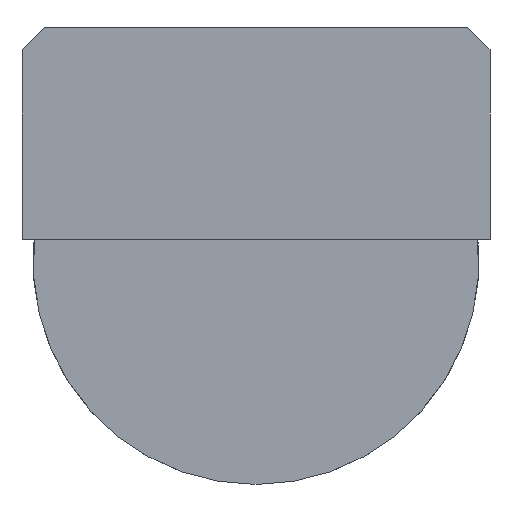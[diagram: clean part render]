
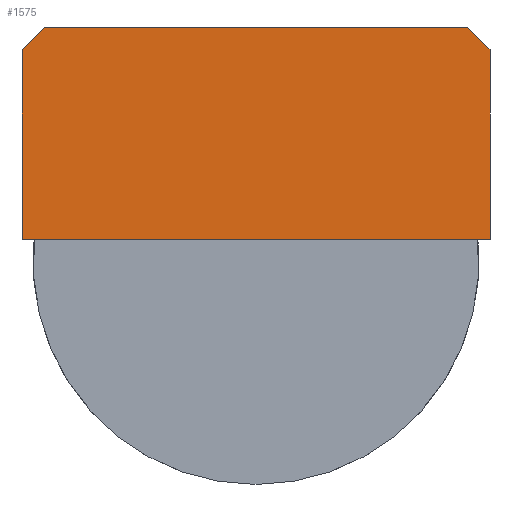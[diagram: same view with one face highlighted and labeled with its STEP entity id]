
A CAD part, front view. The second image highlights one B-rep face of the part: STEP entity #1575.
In plain terms, the highlighted planar face has unit normal (0, -1, 0).
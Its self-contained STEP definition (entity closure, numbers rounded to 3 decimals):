
#39 = VECTOR ( 'NONE', #160, 1000. ) ;
#87 = EDGE_CURVE ( 'NONE', #2281, #1030, #1652, .T. ) ;
#105 = VERTEX_POINT ( 'NONE', #931 ) ;
#160 = DIRECTION ( 'NONE',  ( -1., 0., 0. ) ) ;
#254 = EDGE_CURVE ( 'NONE', #1110, #2117, #1336, .T. ) ;
#326 = EDGE_CURVE ( 'NONE', #105, #1110, #514, .T. ) ;
#369 = DIRECTION ( 'NONE',  ( 0., 0., 1. ) ) ;
#393 = CARTESIAN_POINT ( 'NONE',  ( 10.5, -25.5, 1. ) ) ;
#413 = VECTOR ( 'NONE', #2081, 1000. ) ;
#439 = LINE ( 'NONE', #1158, #2187 ) ;
#514 = LINE ( 'NONE', #2140, #39 ) ;
#543 = DIRECTION ( 'NONE',  ( 0., 1., 0. ) ) ;
#571 = ORIENTED_EDGE ( 'NONE', *, *, #87, .T. ) ;
#597 = CARTESIAN_POINT ( 'NONE',  ( 10.5, -25.5, 9.5 ) ) ;
#694 = EDGE_CURVE ( 'NONE', #2117, #1463, #1931, .T. ) ;
#731 = PLANE ( 'NONE',  #1313 ) ;
#754 = VECTOR ( 'NONE', #1836, 1000. ) ;
#834 = VECTOR ( 'NONE', #1370, 1000. ) ;
#835 = ORIENTED_EDGE ( 'NONE', *, *, #2085, .T. ) ;
#931 = CARTESIAN_POINT ( 'NONE',  ( 9.5, -25.5, 10.5 ) ) ;
#958 = ORIENTED_EDGE ( 'NONE', *, *, #326, .T. ) ;
#1028 = CARTESIAN_POINT ( 'NONE',  ( -10.5, -25.5, 0. ) ) ;
#1030 = VERTEX_POINT ( 'NONE', #597 ) ;
#1110 = VERTEX_POINT ( 'NONE', #1263 ) ;
#1158 = CARTESIAN_POINT ( 'NONE',  ( 9.5, -25.5, 10.5 ) ) ;
#1190 = CARTESIAN_POINT ( 'NONE',  ( -9.5, -25.5, 10.5 ) ) ;
#1257 = DIRECTION ( 'NONE',  ( 0., 0., 1. ) ) ;
#1263 = CARTESIAN_POINT ( 'NONE',  ( -9.5, -25.5, 10.5 ) ) ;
#1291 = EDGE_LOOP ( 'NONE', ( #571, #835, #958, #1393, #1525, #1857 ) ) ;
#1298 = CARTESIAN_POINT ( 'NONE',  ( 0., -25.5, 1. ) ) ;
#1313 = AXIS2_PLACEMENT_3D ( 'NONE', #1442, #543, #1257 ) ;
#1332 = CARTESIAN_POINT ( 'NONE',  ( -10.5, -25.5, 1. ) ) ;
#1336 = LINE ( 'NONE', #1190, #413 ) ;
#1370 = DIRECTION ( 'NONE',  ( 0., 0., -1. ) ) ;
#1393 = ORIENTED_EDGE ( 'NONE', *, *, #254, .T. ) ;
#1442 = CARTESIAN_POINT ( 'NONE',  ( 0., -25.5, 0. ) ) ;
#1463 = VERTEX_POINT ( 'NONE', #1332 ) ;
#1496 = LINE ( 'NONE', #1298, #754 ) ;
#1525 = ORIENTED_EDGE ( 'NONE', *, *, #694, .T. ) ;
#1575 = ADVANCED_FACE ( 'NONE', ( #1632 ), #731, .F. ) ;
#1632 = FACE_OUTER_BOUND ( 'NONE', #1291, .T. ) ;
#1652 = LINE ( 'NONE', #1825, #2305 ) ;
#1825 = CARTESIAN_POINT ( 'NONE',  ( 10.5, -25.5, 0. ) ) ;
#1836 = DIRECTION ( 'NONE',  ( 1., 0., 0. ) ) ;
#1857 = ORIENTED_EDGE ( 'NONE', *, *, #2195, .T. ) ;
#1883 = DIRECTION ( 'NONE',  ( -0.707, 0., 0.707 ) ) ;
#1931 = LINE ( 'NONE', #1028, #834 ) ;
#2081 = DIRECTION ( 'NONE',  ( -0.707, 0., -0.707 ) ) ;
#2085 = EDGE_CURVE ( 'NONE', #1030, #105, #439, .T. ) ;
#2117 = VERTEX_POINT ( 'NONE', #2132 ) ;
#2132 = CARTESIAN_POINT ( 'NONE',  ( -10.5, -25.5, 9.5 ) ) ;
#2140 = CARTESIAN_POINT ( 'NONE',  ( 0., -25.5, 10.5 ) ) ;
#2187 = VECTOR ( 'NONE', #1883, 1000. ) ;
#2195 = EDGE_CURVE ( 'NONE', #1463, #2281, #1496, .T. ) ;
#2281 = VERTEX_POINT ( 'NONE', #393 ) ;
#2305 = VECTOR ( 'NONE', #369, 1000. ) ;
